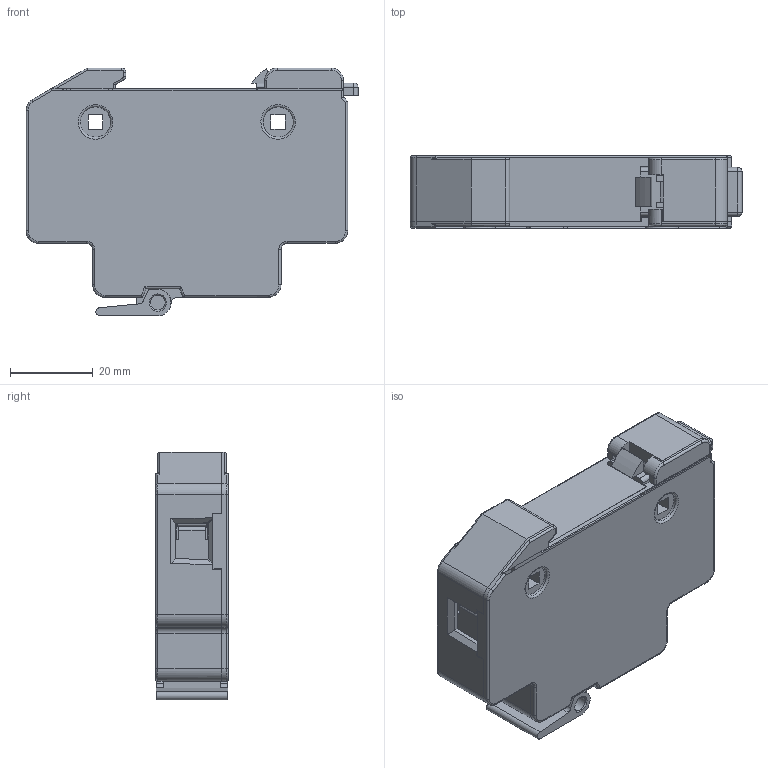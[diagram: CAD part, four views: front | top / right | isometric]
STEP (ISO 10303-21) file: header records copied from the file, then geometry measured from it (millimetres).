
FILE_DESCRIPTION (( 'STEP AP214' ), '1' );
FILE_NAME ('700435revC.STEP', '2017-05-31T13:27:55', ( '' ), ( '' ), 'SwSTEP 2.0', 'SolidWorks 2016', '' );
FILE_SCHEMA (( 'AUTOMOTIVE_DESIGN' ));
Length unit declared in the file: inch
Products named in the file (1): 700435revC
Bounding box: 80 x 17.5 x 59.71 mm (x, y, z)
Surface area: 43990.3 mm2 (no closed solid volume)
Topology: 0 solids, 22 shells, 2810 faces, 7756 edges, 5039 vertices
Faces by surface type: plane 2143, cylinder 391, bspline 208, cone 56, torus 12
Full cylindrical faces by diameter (mm): 0.5 x7, 1.4 x1, 1.5 x10, 2 x3, 2.5 x2, 3 x2, 3.5 x2, 3.6 x2, 3.7 x1, 5 x20, 5.4 x2, 6.3 x2, 6.5 x2, 7.3 x4, 7.5 x2, 8 x1, 8.4 x2, 9 x2
Entity records: 142896 total; most frequent: CARTESIAN_POINT 39237, ORIENTED_EDGE 15090, DIRECTION 11842, EDGE_CURVE 7565, LINE 5630, VECTOR 5630, VERTEX_POINT 4959, AXIS2_PLACEMENT_3D 3106
